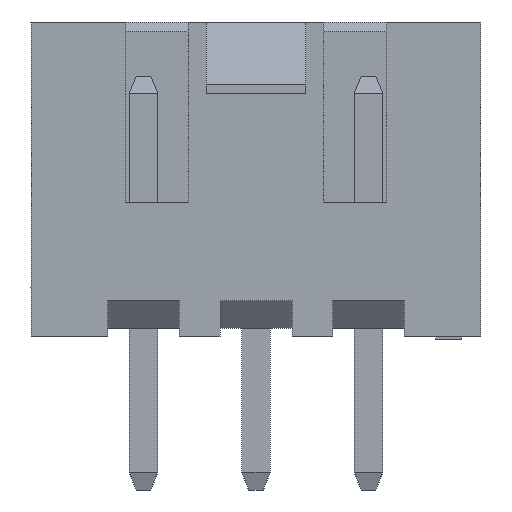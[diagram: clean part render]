
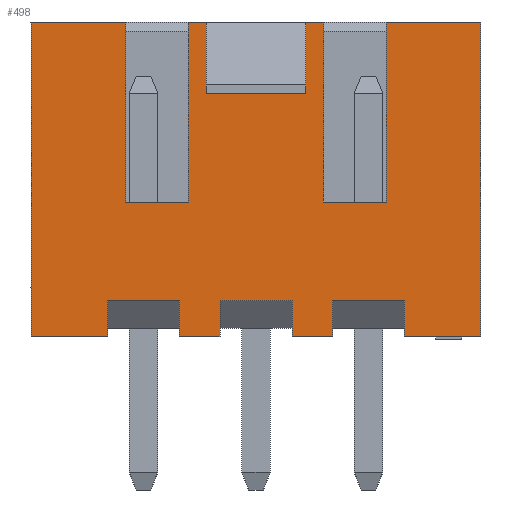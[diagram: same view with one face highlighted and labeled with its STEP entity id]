
A CAD part, front view. The second image highlights one B-rep face of the part: STEP entity #498.
In plain terms, the highlighted planar face has unit normal (0, -1, 0).
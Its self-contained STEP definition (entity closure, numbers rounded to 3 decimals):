
#498=ADVANCED_FACE('',(#1065),#1066,.T.);
#1065=FACE_OUTER_BOUND('',#1703,.T.);
#1066=PLANE('',#1704);
#1703=EDGE_LOOP('',(#3079,#3080,#3081,#3082,#3083,#3084,#3085,#3086,#3087,#3088,#3089,#3090,#3091,#3092,#3093,#3094,#3095,#3096,#3097,#3098,#3099,#3100,#3101,#3102,#3103,#3104,#3105,#3106));
#1704=AXIS2_PLACEMENT_3D('',#3107,#3108,#3109);
#3079=ORIENTED_EDGE('',*,*,#4325,.T.);
#3080=ORIENTED_EDGE('',*,*,#4326,.T.);
#3081=ORIENTED_EDGE('',*,*,#4327,.T.);
#3082=ORIENTED_EDGE('',*,*,#4328,.T.);
#3083=ORIENTED_EDGE('',*,*,#4329,.T.);
#3084=ORIENTED_EDGE('',*,*,#4330,.T.);
#3085=ORIENTED_EDGE('',*,*,#4331,.T.);
#3086=ORIENTED_EDGE('',*,*,#4332,.T.);
#3087=ORIENTED_EDGE('',*,*,#4333,.T.);
#3088=ORIENTED_EDGE('',*,*,#4085,.T.);
#3089=ORIENTED_EDGE('',*,*,#4322,.T.);
#3090=ORIENTED_EDGE('',*,*,#4334,.F.);
#3091=ORIENTED_EDGE('',*,*,#4335,.T.);
#3092=ORIENTED_EDGE('',*,*,#4336,.F.);
#3093=ORIENTED_EDGE('',*,*,#4337,.F.);
#3094=ORIENTED_EDGE('',*,*,#4338,.F.);
#3095=ORIENTED_EDGE('',*,*,#4339,.T.);
#3096=ORIENTED_EDGE('',*,*,#4340,.F.);
#3097=ORIENTED_EDGE('',*,*,#4341,.F.);
#3098=ORIENTED_EDGE('',*,*,#4342,.F.);
#3099=ORIENTED_EDGE('',*,*,#4343,.T.);
#3100=ORIENTED_EDGE('',*,*,#4344,.F.);
#3101=ORIENTED_EDGE('',*,*,#4345,.F.);
#3102=ORIENTED_EDGE('',*,*,#4346,.F.);
#3103=ORIENTED_EDGE('',*,*,#4347,.F.);
#3104=ORIENTED_EDGE('',*,*,#4348,.T.);
#3105=ORIENTED_EDGE('',*,*,#4349,.T.);
#3106=ORIENTED_EDGE('',*,*,#4350,.T.);
#3107=CARTESIAN_POINT('',(-5.0,-2.9,0.0));
#3108=DIRECTION('',(0.0,-1.0,0.0));
#3109=DIRECTION('',(1.0,0.0,0.0));
#4085=EDGE_CURVE('',#4975,#4973,#4976,.T.);
#4322=EDGE_CURVE('',#4973,#5300,#5302,.T.);
#4325=EDGE_CURVE('',#5305,#5306,#5307,.T.);
#4326=EDGE_CURVE('',#5306,#5308,#5309,.T.);
#4327=EDGE_CURVE('',#5308,#5310,#5311,.T.);
#4328=EDGE_CURVE('',#5310,#5312,#5313,.T.);
#4329=EDGE_CURVE('',#5312,#5314,#5315,.T.);
#4330=EDGE_CURVE('',#5314,#5316,#5317,.T.);
#4331=EDGE_CURVE('',#5316,#5318,#5319,.T.);
#4332=EDGE_CURVE('',#5318,#5320,#5321,.T.);
#4333=EDGE_CURVE('',#5320,#4975,#5322,.T.);
#4334=EDGE_CURVE('',#5323,#5300,#5324,.T.);
#4335=EDGE_CURVE('',#5323,#5325,#5326,.T.);
#4336=EDGE_CURVE('',#5327,#5325,#5328,.T.);
#4337=EDGE_CURVE('',#5329,#5327,#5330,.T.);
#4338=EDGE_CURVE('',#5331,#5329,#5332,.T.);
#4339=EDGE_CURVE('',#5331,#5333,#5334,.T.);
#4340=EDGE_CURVE('',#5335,#5333,#5336,.T.);
#4341=EDGE_CURVE('',#5337,#5335,#5338,.T.);
#4342=EDGE_CURVE('',#5339,#5337,#5340,.T.);
#4343=EDGE_CURVE('',#5339,#5341,#5342,.T.);
#4344=EDGE_CURVE('',#5343,#5341,#5344,.T.);
#4345=EDGE_CURVE('',#5345,#5343,#5346,.T.);
#4346=EDGE_CURVE('',#5347,#5345,#5348,.T.);
#4347=EDGE_CURVE('',#5349,#5347,#5350,.T.);
#4348=EDGE_CURVE('',#5349,#5351,#5352,.T.);
#4349=EDGE_CURVE('',#5351,#5353,#5354,.T.);
#4350=EDGE_CURVE('',#5353,#5305,#5355,.T.);
#4973=VERTEX_POINT('',#6258);
#4975=VERTEX_POINT('',#6261);
#4976=LINE('',#6262,#6263);
#5300=VERTEX_POINT('',#6748);
#5302=LINE('',#6751,#6752);
#5305=VERTEX_POINT('',#6756);
#5306=VERTEX_POINT('',#6757);
#5307=LINE('',#6758,#6759);
#5308=VERTEX_POINT('',#6760);
#5309=LINE('',#6761,#6762);
#5310=VERTEX_POINT('',#6763);
#5311=LINE('',#6764,#6765);
#5312=VERTEX_POINT('',#6766);
#5313=LINE('',#6767,#6768);
#5314=VERTEX_POINT('',#6769);
#5315=LINE('',#6770,#6771);
#5316=VERTEX_POINT('',#6772);
#5317=LINE('',#6773,#6774);
#5318=VERTEX_POINT('',#6775);
#5319=LINE('',#6776,#6777);
#5320=VERTEX_POINT('',#6778);
#5321=LINE('',#6779,#6780);
#5322=LINE('',#6781,#6782);
#5323=VERTEX_POINT('',#6783);
#5324=LINE('',#6784,#6785);
#5325=VERTEX_POINT('',#6786);
#5326=LINE('',#6787,#6788);
#5327=VERTEX_POINT('',#6789);
#5328=LINE('',#6790,#6791);
#5329=VERTEX_POINT('',#6792);
#5330=LINE('',#6793,#6794);
#5331=VERTEX_POINT('',#6795);
#5332=LINE('',#6796,#6797);
#5333=VERTEX_POINT('',#6798);
#5334=LINE('',#6799,#6800);
#5335=VERTEX_POINT('',#6801);
#5336=LINE('',#6802,#6803);
#5337=VERTEX_POINT('',#6804);
#5338=LINE('',#6805,#6806);
#5339=VERTEX_POINT('',#6807);
#5340=LINE('',#6808,#6809);
#5341=VERTEX_POINT('',#6810);
#5342=LINE('',#6811,#6812);
#5343=VERTEX_POINT('',#6813);
#5344=LINE('',#6814,#6815);
#5345=VERTEX_POINT('',#6816);
#5346=LINE('',#6817,#6818);
#5347=VERTEX_POINT('',#6819);
#5348=LINE('',#6820,#6821);
#5349=VERTEX_POINT('',#6822);
#5350=LINE('',#6823,#6824);
#5351=VERTEX_POINT('',#6825);
#5352=LINE('',#6826,#6827);
#5353=VERTEX_POINT('',#6828);
#5354=LINE('',#6829,#6830);
#5355=LINE('',#6831,#6832);
#6258=CARTESIAN_POINT('',(5.0,-2.9,0.0));
#6261=CARTESIAN_POINT('',(3.3,-2.9,0.0));
#6262=CARTESIAN_POINT('',(3.3,-2.9,0.0));
#6263=VECTOR('',#7504,1.0);
#6748=CARTESIAN_POINT('',(5.0,-2.9,7.0));
#6751=CARTESIAN_POINT('',(5.0,-2.9,0.0));
#6752=VECTOR('',#7667,1.0);
#6756=CARTESIAN_POINT('',(-1.7,-2.9,0.8));
#6757=CARTESIAN_POINT('',(-1.7,-2.9,0.0));
#6758=CARTESIAN_POINT('',(-1.7,-2.9,0.8));
#6759=VECTOR('',#7669,1.0);
#6760=CARTESIAN_POINT('',(-0.8,-2.9,0.0));
#6761=CARTESIAN_POINT('',(-1.7,-2.9,0.0));
#6762=VECTOR('',#7670,1.0);
#6763=CARTESIAN_POINT('',(-0.8,-2.9,0.8));
#6764=CARTESIAN_POINT('',(-0.8,-2.9,0.0));
#6765=VECTOR('',#7671,1.0);
#6766=CARTESIAN_POINT('',(0.8,-2.9,0.8));
#6767=CARTESIAN_POINT('',(-0.8,-2.9,0.8));
#6768=VECTOR('',#7672,1.0);
#6769=CARTESIAN_POINT('',(0.8,-2.9,0.0));
#6770=CARTESIAN_POINT('',(0.8,-2.9,0.8));
#6771=VECTOR('',#7673,1.0);
#6772=CARTESIAN_POINT('',(1.7,-2.9,0.0));
#6773=CARTESIAN_POINT('',(0.8,-2.9,0.0));
#6774=VECTOR('',#7674,1.0);
#6775=CARTESIAN_POINT('',(1.7,-2.9,0.8));
#6776=CARTESIAN_POINT('',(1.7,-2.9,0.0));
#6777=VECTOR('',#7675,1.0);
#6778=CARTESIAN_POINT('',(3.3,-2.9,0.8));
#6779=CARTESIAN_POINT('',(1.7,-2.9,0.8));
#6780=VECTOR('',#7676,1.0);
#6781=CARTESIAN_POINT('',(3.3,-2.9,0.8));
#6782=VECTOR('',#7677,1.0);
#6783=CARTESIAN_POINT('',(2.9,-2.9,7.0));
#6784=CARTESIAN_POINT('',(2.9,-2.9,7.0));
#6785=VECTOR('',#7678,1.0);
#6786=CARTESIAN_POINT('',(2.9,-2.9,3.0));
#6787=CARTESIAN_POINT('',(2.9,-2.9,7.0));
#6788=VECTOR('',#7679,1.0);
#6789=CARTESIAN_POINT('',(1.5,-2.9,3.0));
#6790=CARTESIAN_POINT('',(1.5,-2.9,3.0));
#6791=VECTOR('',#7680,1.0);
#6792=CARTESIAN_POINT('',(1.5,-2.9,7.0));
#6793=CARTESIAN_POINT('',(1.5,-2.9,7.0));
#6794=VECTOR('',#7681,1.0);
#6795=CARTESIAN_POINT('',(1.1,-2.9,7.0));
#6796=CARTESIAN_POINT('',(1.1,-2.9,7.0));
#6797=VECTOR('',#7682,1.0);
#6798=CARTESIAN_POINT('',(1.1,-2.9,5.4));
#6799=CARTESIAN_POINT('',(1.1,-2.9,7.0));
#6800=VECTOR('',#7683,1.0);
#6801=CARTESIAN_POINT('',(-1.1,-2.9,5.4));
#6802=CARTESIAN_POINT('',(-1.1,-2.9,5.4));
#6803=VECTOR('',#7684,1.0);
#6804=CARTESIAN_POINT('',(-1.1,-2.9,7.0));
#6805=CARTESIAN_POINT('',(-1.1,-2.9,7.0));
#6806=VECTOR('',#7685,1.0);
#6807=CARTESIAN_POINT('',(-1.5,-2.9,7.0));
#6808=CARTESIAN_POINT('',(-1.5,-2.9,7.0));
#6809=VECTOR('',#7686,1.0);
#6810=CARTESIAN_POINT('',(-1.5,-2.9,3.0));
#6811=CARTESIAN_POINT('',(-1.5,-2.9,7.0));
#6812=VECTOR('',#7687,1.0);
#6813=CARTESIAN_POINT('',(-2.9,-2.9,3.0));
#6814=CARTESIAN_POINT('',(-2.9,-2.9,3.0));
#6815=VECTOR('',#7688,1.0);
#6816=CARTESIAN_POINT('',(-2.9,-2.9,7.0));
#6817=CARTESIAN_POINT('',(-2.9,-2.9,7.0));
#6818=VECTOR('',#7689,1.0);
#6819=CARTESIAN_POINT('',(-5.0,-2.9,7.0));
#6820=CARTESIAN_POINT('',(-5.0,-2.9,7.0));
#6821=VECTOR('',#7690,1.0);
#6822=CARTESIAN_POINT('',(-5.0,-2.9,0.0));
#6823=CARTESIAN_POINT('',(-5.0,-2.9,0.0));
#6824=VECTOR('',#7691,1.0);
#6825=CARTESIAN_POINT('',(-3.3,-2.9,0.0));
#6826=CARTESIAN_POINT('',(-5.0,-2.9,0.0));
#6827=VECTOR('',#7692,1.0);
#6828=CARTESIAN_POINT('',(-3.3,-2.9,0.8));
#6829=CARTESIAN_POINT('',(-3.3,-2.9,0.0));
#6830=VECTOR('',#7693,1.0);
#6831=CARTESIAN_POINT('',(-3.3,-2.9,0.8));
#6832=VECTOR('',#7694,1.0);
#7504=DIRECTION('',(1.0,0.0,0.0));
#7667=DIRECTION('',(0.0,0.0,1.0));
#7669=DIRECTION('',(0.0,0.0,-1.0));
#7670=DIRECTION('',(1.0,0.0,0.0));
#7671=DIRECTION('',(0.0,0.0,1.0));
#7672=DIRECTION('',(1.0,0.0,0.0));
#7673=DIRECTION('',(0.0,0.0,-1.0));
#7674=DIRECTION('',(1.0,0.0,0.0));
#7675=DIRECTION('',(0.0,0.0,1.0));
#7676=DIRECTION('',(1.0,0.0,0.0));
#7677=DIRECTION('',(0.0,0.0,-1.0));
#7678=DIRECTION('',(1.0,0.0,0.0));
#7679=DIRECTION('',(0.0,0.0,-1.0));
#7680=DIRECTION('',(1.0,0.0,0.0));
#7681=DIRECTION('',(0.0,0.0,-1.0));
#7682=DIRECTION('',(1.0,0.0,0.0));
#7683=DIRECTION('',(0.0,0.0,-1.0));
#7684=DIRECTION('',(1.0,0.0,0.0));
#7685=DIRECTION('',(0.0,0.0,-1.0));
#7686=DIRECTION('',(1.0,0.0,0.0));
#7687=DIRECTION('',(0.0,0.0,-1.0));
#7688=DIRECTION('',(1.0,0.0,0.0));
#7689=DIRECTION('',(0.0,0.0,-1.0));
#7690=DIRECTION('',(1.0,0.0,0.0));
#7691=DIRECTION('',(0.0,0.0,1.0));
#7692=DIRECTION('',(1.0,0.0,0.0));
#7693=DIRECTION('',(0.0,0.0,1.0));
#7694=DIRECTION('',(1.0,0.0,0.0));
